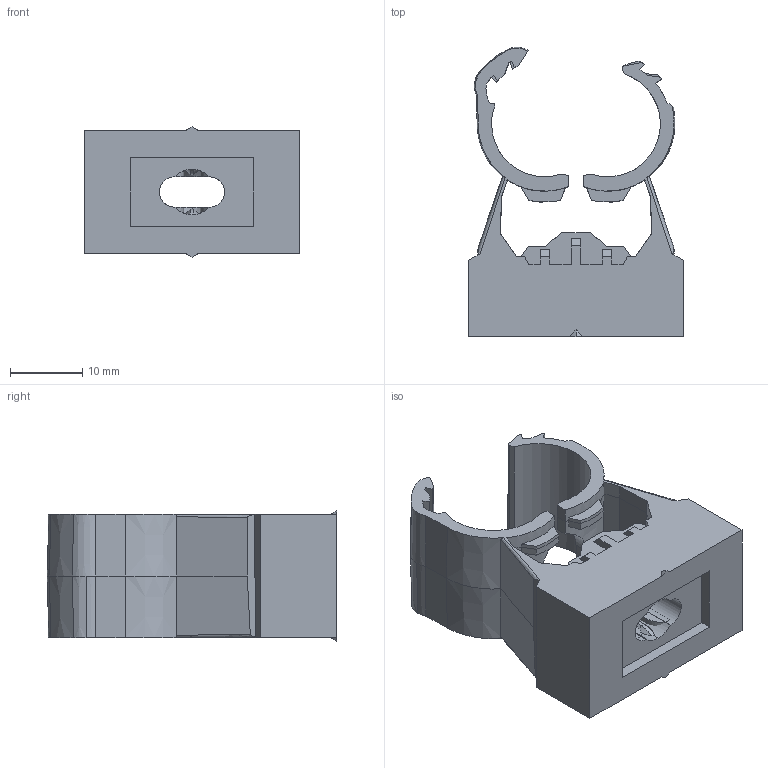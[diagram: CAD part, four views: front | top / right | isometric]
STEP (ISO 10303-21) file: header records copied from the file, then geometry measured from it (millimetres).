
FILE_DESCRIPTION (( 'STEP AP214' ), '1' );
FILE_NAME ('2147304.STEP', '2025-06-26T09:24:46', ( '' ), ( '' ), 'SwSTEP 2.0', 'SolidWorks 2024', '' );
FILE_SCHEMA (( 'AUTOMOTIVE_DESIGN' ));
Length unit declared in the file: millimetre
Products named in the file (1): 2147304
Bounding box: 29.7 x 39.95 x 18 mm (x, y, z)
Volume: 7315 mm3; surface area: 5405.2 mm2
Topology: 5 solids, 5 shells, 217 faces, 581 edges, 375 vertices
Faces by surface type: plane 154, cylinder 32, cone 27, bspline 4
Entity records: 7092 total; most frequent: CARTESIAN_POINT 1725, ORIENTED_EDGE 1162, DIRECTION 1027, EDGE_CURVE 581, VECTOR 385, LINE 385, VERTEX_POINT 375, AXIS2_PLACEMENT_3D 321
